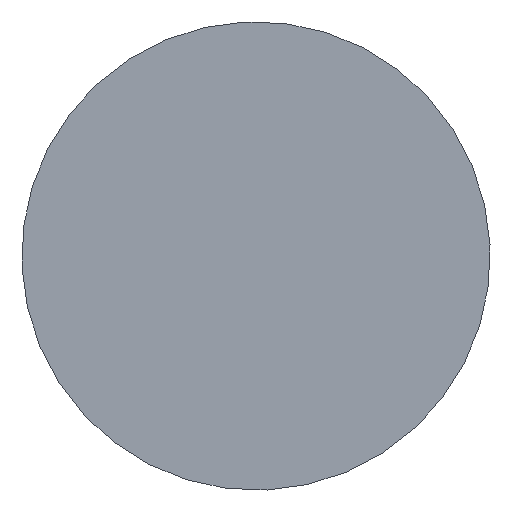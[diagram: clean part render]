
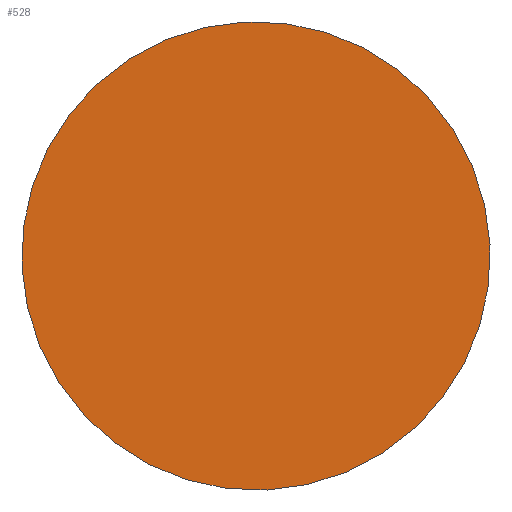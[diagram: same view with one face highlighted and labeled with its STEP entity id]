
A CAD part, front view. The second image highlights one B-rep face of the part: STEP entity #528.
In plain terms, the highlighted planar face has unit normal (0, -1, 0).
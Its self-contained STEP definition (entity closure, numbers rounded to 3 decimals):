
#93=FACE_OUTER_BOUND('',#128,.T.);
#128=EDGE_LOOP('',(#351,#352));
#176=CIRCLE('',#598,50.);
#177=CIRCLE('',#599,50.);
#215=VERTEX_POINT('',#848);
#216=VERTEX_POINT('',#849);
#266=EDGE_CURVE('',#215,#216,#176,.T.);
#267=EDGE_CURVE('',#216,#215,#177,.T.);
#351=ORIENTED_EDGE('',*,*,#266,.T.);
#352=ORIENTED_EDGE('',*,*,#267,.T.);
#479=PLANE('',#601);
#528=ADVANCED_FACE('',(#93),#479,.T.);
#598=AXIS2_PLACEMENT_3D('',#850,#695,#696);
#599=AXIS2_PLACEMENT_3D('',#851,#697,#698);
#601=AXIS2_PLACEMENT_3D('',#853,#701,#702);
#695=DIRECTION('center_axis',(0.,-1.,0.));
#696=DIRECTION('ref_axis',(0.922,0.,0.386));
#697=DIRECTION('center_axis',(0.,-1.,0.));
#698=DIRECTION('ref_axis',(0.922,0.,0.386));
#701=DIRECTION('center_axis',(0.,-1.,0.));
#702=DIRECTION('ref_axis',(0.386,0.,-0.922));
#848=CARTESIAN_POINT('',(46.119,-21.,19.313));
#849=CARTESIAN_POINT('',(-19.313,-21.,46.119));
#850=CARTESIAN_POINT('Origin',(0.,-21.,0.));
#851=CARTESIAN_POINT('Origin',(0.,-21.,0.));
#853=CARTESIAN_POINT('Origin',(23.06,-21.,9.657));
